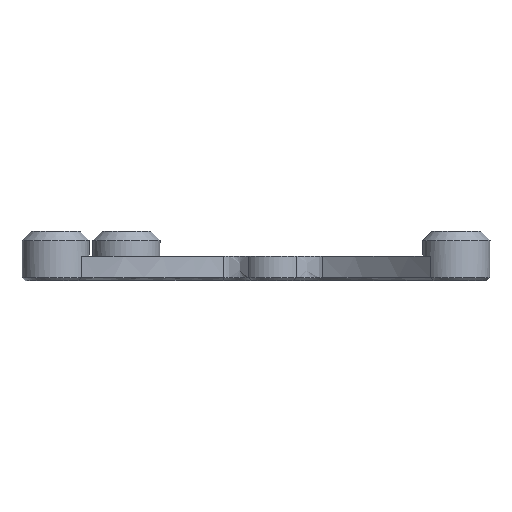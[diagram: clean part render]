
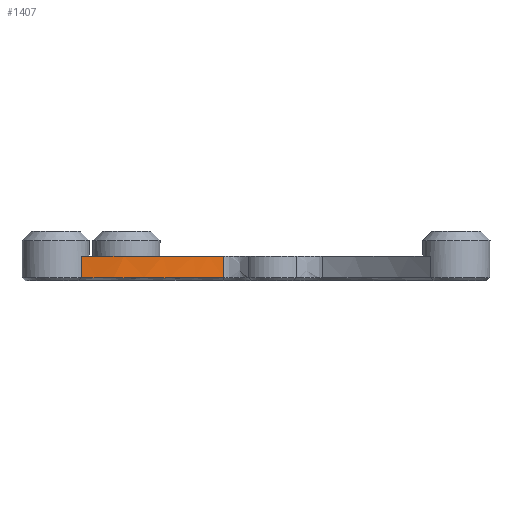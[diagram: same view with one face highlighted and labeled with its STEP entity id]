
A CAD part, left-side view. The second image highlights one B-rep face of the part: STEP entity #1407.
In plain terms, the highlighted free-form (B-spline) face has degree [2, 1] with [3, 2] control points.
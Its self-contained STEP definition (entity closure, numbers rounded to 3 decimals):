
#34=B_SPLINE_SURFACE_WITH_KNOTS('',2,1,((#2746,#2747),(#2748,#2749),(#2750,
#2751)),.UNSPECIFIED.,.F.,.F.,.F.,(3,3),(2,2),(1.,2.),(-0.55,0.1),
 .UNSPECIFIED.);
#119=B_SPLINE_CURVE_WITH_KNOTS('',3,(#2556,#2557,#2558,#2559,#2560),
 .UNSPECIFIED.,.F.,.F.,(4,1,4),(-2.272,-0.974,0.),
 .UNSPECIFIED.);
#130=B_SPLINE_CURVE_WITH_KNOTS('',3,(#2753,#2754,#2755,#2756),
 .UNSPECIFIED.,.F.,.F.,(4,4),(-0.32,-0.04),.UNSPECIFIED.);
#131=B_SPLINE_CURVE_WITH_KNOTS('',2,(#2757,#2758,#2759),.UNSPECIFIED.,.F.,
 .F.,(3,3),(1.,1.407),.UNSPECIFIED.);
#203=FACE_OUTER_BOUND('',#301,.T.);
#301=EDGE_LOOP('',(#1108,#1109,#1110,#1111));
#399=LINE('',#2744,#467);
#467=VECTOR('',#1768,10.);
#639=VERTEX_POINT('',#2529);
#641=VERTEX_POINT('',#2554);
#654=VERTEX_POINT('',#2743);
#655=VERTEX_POINT('',#2752);
#796=EDGE_CURVE('',#641,#639,#119,.T.);
#819=EDGE_CURVE('',#639,#654,#399,.T.);
#821=EDGE_CURVE('',#655,#641,#130,.T.);
#822=EDGE_CURVE('',#654,#655,#131,.T.);
#1108=ORIENTED_EDGE('',*,*,#796,.F.);
#1109=ORIENTED_EDGE('',*,*,#821,.F.);
#1110=ORIENTED_EDGE('',*,*,#822,.F.);
#1111=ORIENTED_EDGE('',*,*,#819,.F.);
#1407=ADVANCED_FACE('',(#203),#34,.T.);
#1768=DIRECTION('',(0.,0.,1.));
#2529=CARTESIAN_POINT('',(-28.616,24.083,-1.8));
#2554=CARTESIAN_POINT('',(-15.502,5.711,-1.8));
#2556=CARTESIAN_POINT('Ctrl Pts',(-15.502,5.711,-1.8));
#2557=CARTESIAN_POINT('Ctrl Pts',(-16.443,9.922,-1.8));
#2558=CARTESIAN_POINT('Ctrl Pts',(-20.375,16.563,-1.8));
#2559=CARTESIAN_POINT('Ctrl Pts',(-26.119,22.009,-1.8));
#2560=CARTESIAN_POINT('Ctrl Pts',(-28.616,24.083,-1.8));
#2743=CARTESIAN_POINT('',(-28.616,24.083,1.));
#2744=CARTESIAN_POINT('',(-28.616,24.083,0.));
#2746=CARTESIAN_POINT('Ctrl Pts',(-28.616,24.083,-5.5));
#2747=CARTESIAN_POINT('Ctrl Pts',(-28.616,24.083,1.));
#2748=CARTESIAN_POINT('Ctrl Pts',(-1.453,1.524,-5.5));
#2749=CARTESIAN_POINT('Ctrl Pts',(-1.453,1.524,1.));
#2750=CARTESIAN_POINT('Ctrl Pts',(-28.616,-21.035,-5.5));
#2751=CARTESIAN_POINT('Ctrl Pts',(-28.616,-21.035,1.));
#2752=CARTESIAN_POINT('',(-15.502,5.711,1.));
#2753=CARTESIAN_POINT('Ctrl Pts',(-15.502,5.711,1.));
#2754=CARTESIAN_POINT('Ctrl Pts',(-15.502,5.711,0.067));
#2755=CARTESIAN_POINT('Ctrl Pts',(-15.502,5.711,-0.867));
#2756=CARTESIAN_POINT('Ctrl Pts',(-15.502,5.711,-1.8));
#2757=CARTESIAN_POINT('Ctrl Pts',(-28.616,24.083,1.));
#2758=CARTESIAN_POINT('Ctrl Pts',(-17.555,14.897,1.));
#2759=CARTESIAN_POINT('Ctrl Pts',(-15.502,5.711,1.));
